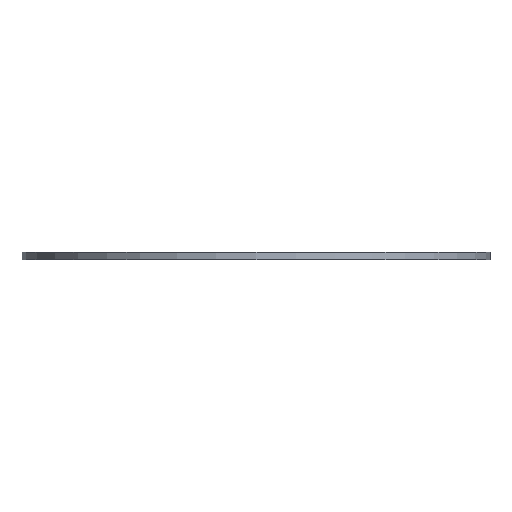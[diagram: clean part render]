
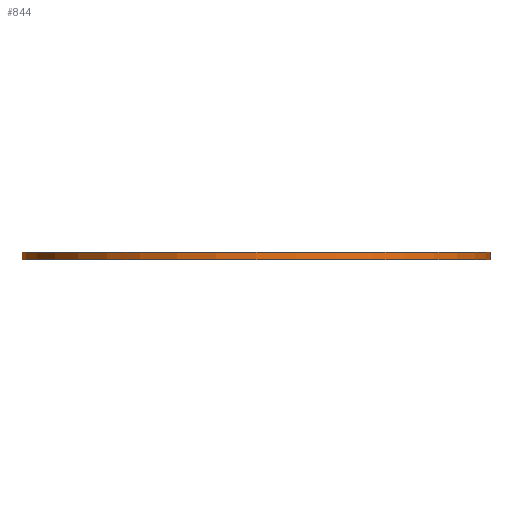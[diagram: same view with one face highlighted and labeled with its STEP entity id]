
A CAD part, front view. The second image highlights one B-rep face of the part: STEP entity #844.
In plain terms, the highlighted cylindrical face has radius 67.5 mm (diameter 135 mm), a partial arc.
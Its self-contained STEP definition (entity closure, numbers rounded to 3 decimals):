
#97=FACE_OUTER_BOUND('',#130,.T.);
#130=EDGE_LOOP('',(#694,#695,#696,#697));
#205=LINE('',#1451,#244);
#216=LINE('',#1486,#255);
#244=VECTOR('',#1203,10.);
#255=VECTOR('',#1238,10.);
#336=CIRCLE('',#977,67.5);
#337=CIRCLE('',#978,67.5);
#411=VERTEX_POINT('',#1444);
#414=VERTEX_POINT('',#1449);
#425=VERTEX_POINT('',#1483);
#426=VERTEX_POINT('',#1485);
#526=EDGE_CURVE('',#414,#411,#205,.T.);
#543=EDGE_CURVE('',#426,#425,#216,.T.);
#545=EDGE_CURVE('',#425,#411,#336,.T.);
#546=EDGE_CURVE('',#414,#426,#337,.T.);
#694=ORIENTED_EDGE('',*,*,#545,.T.);
#695=ORIENTED_EDGE('',*,*,#526,.F.);
#696=ORIENTED_EDGE('',*,*,#546,.T.);
#697=ORIENTED_EDGE('',*,*,#543,.T.);
#813=CYLINDRICAL_SURFACE('',#976,67.5);
#844=ADVANCED_FACE('',(#97),#813,.T.);
#976=AXIS2_PLACEMENT_3D('',#1488,#1240,#1241);
#977=AXIS2_PLACEMENT_3D('',#1489,#1242,#1243);
#978=AXIS2_PLACEMENT_3D('',#1490,#1244,#1245);
#1203=DIRECTION('',(0.,0.,1.));
#1238=DIRECTION('',(0.,0.,1.));
#1240=DIRECTION('center_axis',(0.,0.,1.));
#1241=DIRECTION('ref_axis',(0.,-1.,0.));
#1242=DIRECTION('center_axis',(0.,0.,-1.));
#1243=DIRECTION('ref_axis',(-0.946,0.323,0.));
#1244=DIRECTION('center_axis',(0.,0.,1.));
#1245=DIRECTION('ref_axis',(-0.946,0.323,0.));
#1444=CARTESIAN_POINT('',(-63.877,21.816,2.3));
#1449=CARTESIAN_POINT('',(-63.877,21.816,0.));
#1451=CARTESIAN_POINT('',(-63.877,21.816,0.));
#1483=CARTESIAN_POINT('',(63.877,21.816,2.3));
#1485=CARTESIAN_POINT('',(63.877,21.816,0.));
#1486=CARTESIAN_POINT('',(63.877,21.816,0.));
#1488=CARTESIAN_POINT('Origin',(0.,0.,0.));
#1489=CARTESIAN_POINT('Origin',(0.,0.,2.3));
#1490=CARTESIAN_POINT('Origin',(0.,0.,0.));
